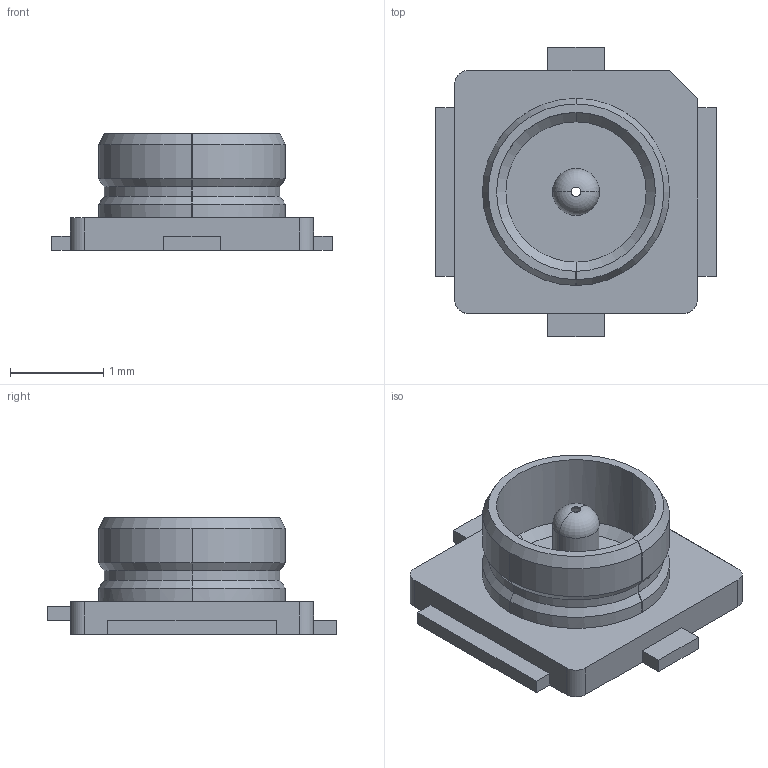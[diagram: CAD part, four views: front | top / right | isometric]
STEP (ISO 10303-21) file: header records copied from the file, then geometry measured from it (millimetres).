
FILE_DESCRIPTION (( 'STEP AP214' ), '1' );
FILE_NAME ('636101112001.STEP', '2023-07-13T10:34:41', ( 'USER' ), ( '' ), 'SwSTEP 2.0', 'SolidWorks 2016', '' );
FILE_SCHEMA (( 'AUTOMOTIVE_DESIGN' ));
Length unit declared in the file: millimetre
Products named in the file (4): 636101112001; 63610111x001_Housing; 63610111x001_Ground; 63610111x001_Contact
Assembly tree (3 placements, depth 2):
  636101112001
    63610111x001_Contact
    63610111x001_Ground
    63610111x001_Housing
Bounding box: 3 x 3.1 x 1.25 mm (x, y, z)
Volume: 3 mm3; surface area: 44.3 mm2
Topology: 2 solids, 3 shells, 171 faces, 479 edges, 310 vertices
Faces by surface type: plane 87, cylinder 54, bspline 18, cone 10, torus 2
Entity records: 8053 total; most frequent: CARTESIAN_POINT 1629, ORIENTED_EDGE 954, DIRECTION 914, EDGE_CURVE 479, AXIS2_PLACEMENT_3D 311, VERTEX_POINT 310, LINE 292, VECTOR 292
